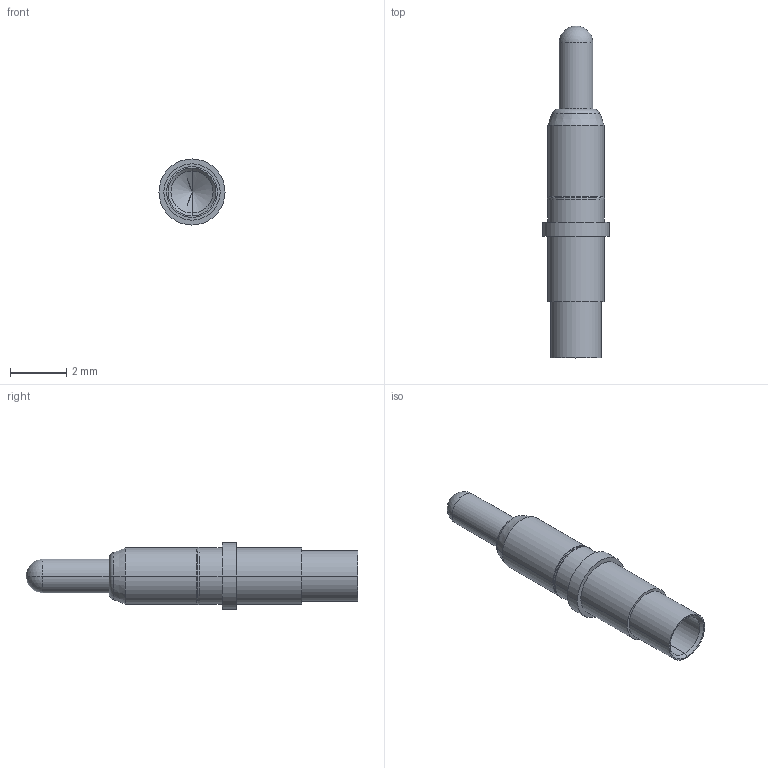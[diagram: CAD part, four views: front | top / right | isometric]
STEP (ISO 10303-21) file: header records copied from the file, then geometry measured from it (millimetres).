
FILE_DESCRIPTION (( 'STEP AP214' ), '1' );
FILE_NAME ('UEBK-30305_2017_09_11.STEP', '2017-09-13T07:34:27', ( '' ), ( '' ), 'SwSTEP 2.0', 'SolidWorks 2017', '' );
FILE_SCHEMA (( 'AUTOMOTIVE_DESIGN' ));
Length unit declared in the file: millimetre
Products named in the file (1): UEBK-30305_2017_09_11
Bounding box: 2.35 x 11.8 x 2.35 mm (x, y, z)
Volume: 26.8 mm3; surface area: 79.7 mm2
Topology: 1 solids, 1 shells, 33 faces, 70 edges, 40 vertices
Faces by surface type: cylinder 16, cone 8, plane 5, sphere 2, torus 2
Entity records: 880 total; most frequent: DIRECTION 172, CARTESIAN_POINT 136, ORIENTED_EDGE 128, AXIS2_PLACEMENT_3D 74, EDGE_CURVE 64, CIRCLE 40, EDGE_LOOP 38, VERTEX_POINT 38
